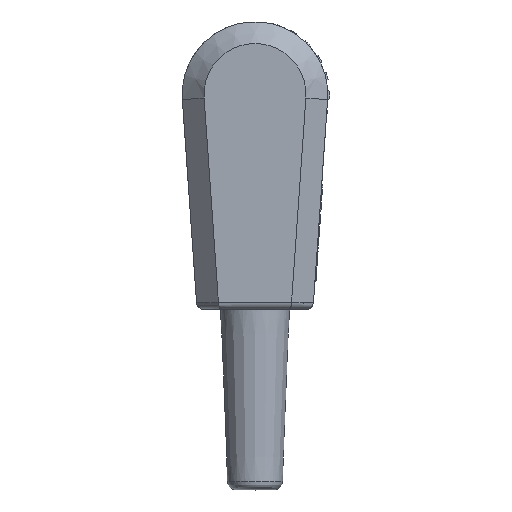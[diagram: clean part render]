
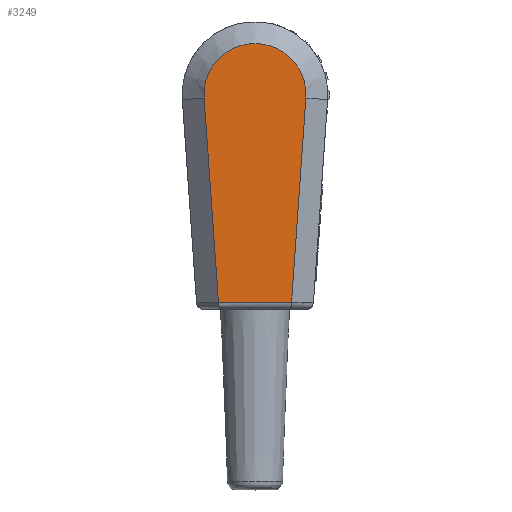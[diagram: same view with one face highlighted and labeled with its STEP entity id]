
A CAD part, top view. The second image highlights one B-rep face of the part: STEP entity #3249.
In plain terms, the highlighted planar face has unit normal (0, 0, 1).
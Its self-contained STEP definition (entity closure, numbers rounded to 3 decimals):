
#2467=CIRCLE('',#11948,7.);
#3249=ADVANCED_FACE('4-0-6',(#4081),#3612,.T.);
#3612=PLANE('',#12056);
#4081=FACE_OUTER_BOUND('',#4621,.T.);
#4621=EDGE_LOOP('',(#7047,#7048,#7049,#7050));
#7047=ORIENTED_EDGE('',*,*,#9690,.T.);
#7048=ORIENTED_EDGE('',*,*,#9691,.T.);
#7049=ORIENTED_EDGE('',*,*,#9505,.T.);
#7050=ORIENTED_EDGE('',*,*,#9689,.T.);
#8259=VERTEX_POINT('',#17585);
#8260=VERTEX_POINT('',#17587);
#8363=VERTEX_POINT('',#18030);
#8364=VERTEX_POINT('',#18034);
#9505=EDGE_CURVE('',#8260,#8259,#2467,.T.);
#9689=EDGE_CURVE('',#8259,#8363,#10475,.T.);
#9690=EDGE_CURVE('',#8363,#8364,#10476,.T.);
#9691=EDGE_CURVE('',#8364,#8260,#10477,.T.);
#10475=LINE('',#18031,#11162);
#10476=LINE('',#18033,#11163);
#10477=LINE('',#18035,#11164);
#11162=VECTOR('',#14425,1.);
#11163=VECTOR('',#14428,1.);
#11164=VECTOR('',#14429,1.);
#11948=AXIS2_PLACEMENT_3D('',#17586,#14060,#14061);
#12056=AXIS2_PLACEMENT_3D('',#18036,#14430,#14431);
#14060=DIRECTION('',(0.,0.,1.));
#14061=DIRECTION('',(0.998,-0.07,0.));
#14425=DIRECTION('',(0.07,-0.998,0.));
#14428=DIRECTION('',(1.,0.,0.));
#14429=DIRECTION('',(0.07,0.998,0.));
#14430=DIRECTION('',(0.,0.,1.));
#14431=DIRECTION('',(1.,0.,0.));
#17585=CARTESIAN_POINT('',(-6.983,21.662,17.925));
#17586=CARTESIAN_POINT('',(0.,22.15,17.925));
#17587=CARTESIAN_POINT('',(6.983,21.662,17.925));
#18030=CARTESIAN_POINT('',(-5.024,-6.35,17.925));
#18031=CARTESIAN_POINT('',(-6.983,21.662,17.925));
#18033=CARTESIAN_POINT('',(-5.024,-6.35,17.925));
#18034=CARTESIAN_POINT('',(5.024,-6.35,17.925));
#18035=CARTESIAN_POINT('',(5.024,-6.35,17.925));
#18036=CARTESIAN_POINT('',(-7.853,-9.325,17.925));
